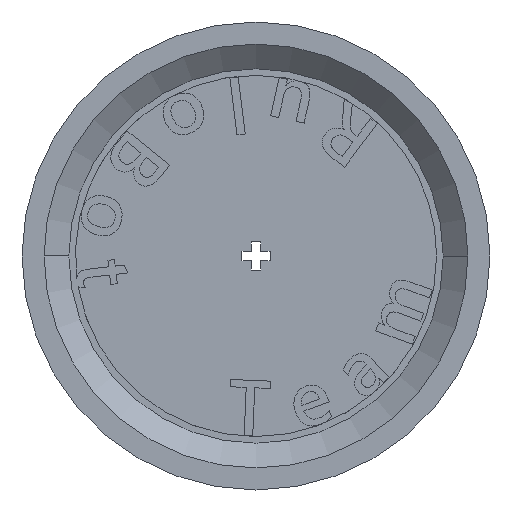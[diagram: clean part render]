
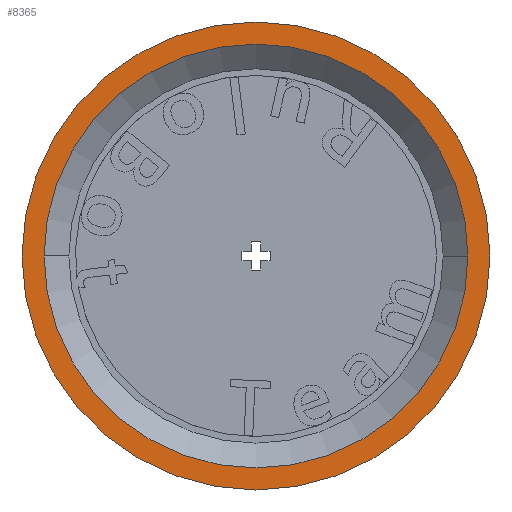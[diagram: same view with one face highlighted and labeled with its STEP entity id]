
A CAD part, left-side view. The second image highlights one B-rep face of the part: STEP entity #8365.
In plain terms, the highlighted planar face has unit normal (-1, 0, 0).
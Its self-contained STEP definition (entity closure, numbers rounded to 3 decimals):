
#66 = CARTESIAN_POINT ( 'NONE',  ( -6., -42.5, 0. ) ) ;
#292 = CARTESIAN_POINT ( 'NONE',  ( -6., -38.5, 0. ) ) ;
#401 = ORIENTED_EDGE ( 'NONE', *, *, #1969, .T. ) ;
#760 = CARTESIAN_POINT ( 'NONE',  ( -6., 0., 0. ) ) ;
#796 = VERTEX_POINT ( 'NONE', #292 ) ;
#1273 = FACE_OUTER_BOUND ( 'NONE', #5420, .T. ) ;
#1285 = AXIS2_PLACEMENT_3D ( 'NONE', #4918, #7165, #8654 ) ;
#1337 = VERTEX_POINT ( 'NONE', #66 ) ;
#1388 = EDGE_LOOP ( 'NONE', ( #9634, #4597 ) ) ;
#1798 = EDGE_CURVE ( 'NONE', #796, #4556, #5437, .T. ) ;
#1969 = EDGE_CURVE ( 'NONE', #1337, #8288, #3034, .T. ) ;
#2068 = DIRECTION ( 'NONE',  ( -1., 0., 0. ) ) ;
#2357 = DIRECTION ( 'NONE',  ( -1., 0., 0. ) ) ;
#2831 = CARTESIAN_POINT ( 'NONE',  ( -6., 38.5, 0. ) ) ;
#3034 = CIRCLE ( 'NONE', #4644, 42.5 ) ;
#3810 = DIRECTION ( 'NONE',  ( 0., -1., 0. ) ) ;
#3821 = AXIS2_PLACEMENT_3D ( 'NONE', #9858, #2068, #7566 ) ;
#4145 = CIRCLE ( 'NONE', #3821, 38.5 ) ;
#4421 = DIRECTION ( 'NONE',  ( 1., 0., 0. ) ) ;
#4556 = VERTEX_POINT ( 'NONE', #2831 ) ;
#4597 = ORIENTED_EDGE ( 'NONE', *, *, #7602, .F. ) ;
#4644 = AXIS2_PLACEMENT_3D ( 'NONE', #760, #2357, #3810 ) ;
#4918 = CARTESIAN_POINT ( 'NONE',  ( -6., 0., 0. ) ) ;
#5420 = EDGE_LOOP ( 'NONE', ( #401, #8496 ) ) ;
#5437 = CIRCLE ( 'NONE', #1285, 38.5 ) ;
#5928 = CARTESIAN_POINT ( 'NONE',  ( -6., 0., 0. ) ) ;
#6587 = CARTESIAN_POINT ( 'NONE',  ( -6., 42.5, 0. ) ) ;
#6823 = PLANE ( 'NONE',  #8368 ) ;
#6847 = CIRCLE ( 'NONE', #8903, 42.5 ) ;
#7165 = DIRECTION ( 'NONE',  ( -1., 0., 0. ) ) ;
#7421 = DIRECTION ( 'NONE',  ( 0., 1., 0. ) ) ;
#7566 = DIRECTION ( 'NONE',  ( 0., -1., 0. ) ) ;
#7602 = EDGE_CURVE ( 'NONE', #4556, #796, #4145, .T. ) ;
#8272 = DIRECTION ( 'NONE',  ( 0., -1., 0. ) ) ;
#8288 = VERTEX_POINT ( 'NONE', #6587 ) ;
#8322 = CARTESIAN_POINT ( 'NONE',  ( -6., 0., 0. ) ) ;
#8365 = ADVANCED_FACE ( 'NONE', ( #8901, #1273 ), #6823, .F. ) ;
#8368 = AXIS2_PLACEMENT_3D ( 'NONE', #5928, #4421, #7421 ) ;
#8496 = ORIENTED_EDGE ( 'NONE', *, *, #9606, .T. ) ;
#8654 = DIRECTION ( 'NONE',  ( 0., -1., 0. ) ) ;
#8871 = DIRECTION ( 'NONE',  ( -1., 0., 0. ) ) ;
#8901 = FACE_BOUND ( 'NONE', #1388, .T. ) ;
#8903 = AXIS2_PLACEMENT_3D ( 'NONE', #8322, #8871, #8272 ) ;
#9606 = EDGE_CURVE ( 'NONE', #8288, #1337, #6847, .T. ) ;
#9634 = ORIENTED_EDGE ( 'NONE', *, *, #1798, .F. ) ;
#9858 = CARTESIAN_POINT ( 'NONE',  ( -6., 0., 0. ) ) ;
